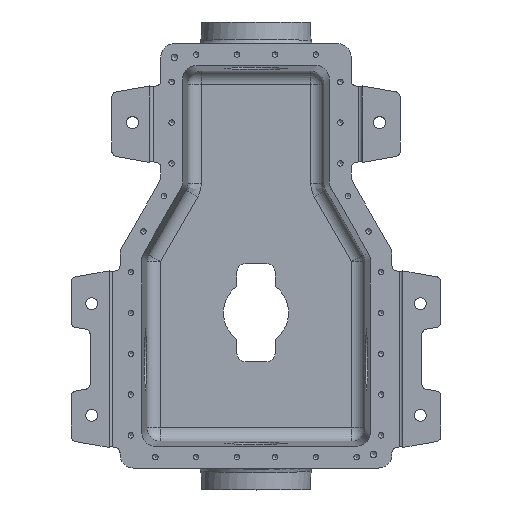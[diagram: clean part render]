
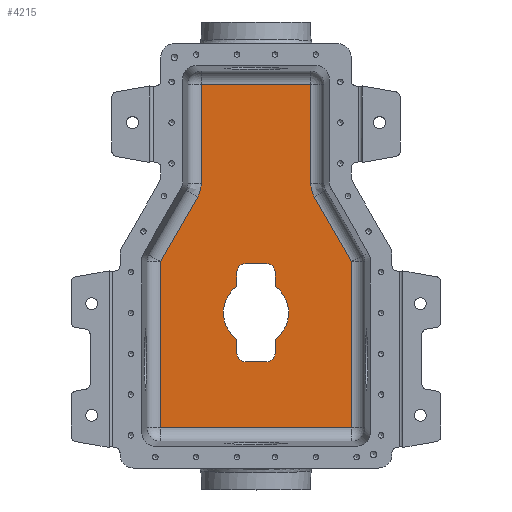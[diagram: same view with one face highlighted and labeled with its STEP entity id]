
A CAD part, top view. The second image highlights one B-rep face of the part: STEP entity #4215.
In plain terms, the highlighted planar face has unit normal (0, 0, 1).
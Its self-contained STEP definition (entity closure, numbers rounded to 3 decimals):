
#4022=CARTESIAN_POINT('',(-175.706,74.294,-290.0));
#4023=VERTEX_POINT('no 12438',#4022);
#4024=CARTESIAN_POINT('',(175.706,74.294,-290.0));
#4025=VERTEX_POINT('no 12441',#4024);
#4026=CARTESIAN_POINT('',(199.849,74.294,-290.0));
#4027=DIRECTION('',(1.0,-0.0,0.0));
#4028=VECTOR('',#4027,1.0);
#4029=LINE('',#4026,#4028);
#4030=EDGE_CURVE('no 6114',#4023,#4025,#4029,.T.);
#4031=ORIENTED_EDGE('',*,*,#4030,.T.);
#4032=CARTESIAN_POINT('',(175.706,380.106,-290.0));
#4033=VERTEX_POINT('no 12473',#4032);
#4034=CARTESIAN_POINT('',(175.706,386.571,-290.0));
#4035=DIRECTION('',(0.0,1.0,0.0));
#4036=VECTOR('',#4035,1.0);
#4037=LINE('',#4034,#4036);
#4038=EDGE_CURVE('no 6192',#4025,#4033,#4037,.T.);
#4039=ORIENTED_EDGE('',*,*,#4038,.T.);
#4040=CARTESIAN_POINT('',(107.393,498.516,-290.0));
#4041=VERTEX_POINT('no 12469',#4040);
#4042=CARTESIAN_POINT('',(103.937,504.506,-290.0));
#4043=DIRECTION('',(-0.5,0.866,0.0));
#4044=VECTOR('',#4043,1.0);
#4045=LINE('',#4042,#4044);
#4046=EDGE_CURVE('no 6156',#4033,#4041,#4045,.T.);
#4047=ORIENTED_EDGE('',*,*,#4046,.T.);
#4048=CARTESIAN_POINT('',(100.706,523.487,-290.0));
#4049=VERTEX_POINT('no 12465',#4048);
#4050=CARTESIAN_POINT('',(150.737,523.503,-290.0));
#4051=DIRECTION('',(-0.0,-0.0,-1.0));
#4052=DIRECTION('',(-0.966,-0.259,0.0));
#4053=AXIS2_PLACEMENT_3D('',#4050,#4051,#4052);
#4054=ELLIPSE('',#4053,50.033,50.0);
#4055=EDGE_CURVE('no 6133',#4041,#4049,#4054,.T.);
#4056=ORIENTED_EDGE('',*,*,#4055,.T.);
#4057=CARTESIAN_POINT('',(100.706,705.706,-290.0));
#4058=VERTEX_POINT('no 12461',#4057);
#4059=CARTESIAN_POINT('',(100.706,729.849,-290.0));
#4060=DIRECTION('',(0.0,1.0,0.0));
#4061=VECTOR('',#4060,1.0);
#4062=LINE('',#4059,#4061);
#4063=EDGE_CURVE('no 6116',#4049,#4058,#4062,.T.);
#4064=ORIENTED_EDGE('',*,*,#4063,.T.);
#4065=CARTESIAN_POINT('',(-100.706,705.706,-290.0));
#4066=VERTEX_POINT('no 12457',#4065);
#4067=CARTESIAN_POINT('',(-124.849,705.706,-290.0));
#4068=DIRECTION('',(-1.0,-0.0,0.0));
#4069=VECTOR('',#4068,1.0);
#4070=LINE('',#4067,#4069);
#4071=EDGE_CURVE('no 6229',#4058,#4066,#4070,.T.);
#4072=ORIENTED_EDGE('',*,*,#4071,.T.);
#4073=CARTESIAN_POINT('',(-100.706,523.487,-290.0));
#4074=VERTEX_POINT('no 12453',#4073);
#4075=CARTESIAN_POINT('',(-100.706,516.571,-290.0));
#4076=DIRECTION('',(0.0,1.0,0.0));
#4077=VECTOR('',#4076,1.0);
#4078=LINE('',#4075,#4077);
#4079=EDGE_CURVE('no 6150',#4074,#4066,#4078,.T.);
#4080=ORIENTED_EDGE('',*,*,#4079,.F.);
#4081=CARTESIAN_POINT('',(-107.393,498.516,-290.0));
#4082=VERTEX_POINT('no 12449',#4081);
#4083=CARTESIAN_POINT('',(-150.737,523.503,-290.0));
#4084=DIRECTION('',(0.0,0.0,1.0));
#4085=DIRECTION('',(0.966,-0.259,0.0));
#4086=AXIS2_PLACEMENT_3D('',#4083,#4084,#4085);
#4087=ELLIPSE('',#4086,50.033,50.0);
#4088=EDGE_CURVE('no 6190',#4082,#4074,#4087,.T.);
#4089=ORIENTED_EDGE('',*,*,#4088,.F.);
#4090=CARTESIAN_POINT('',(-175.706,380.106,-290.0));
#4091=VERTEX_POINT('no 12445',#4090);
#4092=CARTESIAN_POINT('',(-178.937,374.506,-290.0));
#4093=DIRECTION('',(-0.5,-0.866,0.0));
#4094=VECTOR('',#4093,1.0);
#4095=LINE('',#4092,#4094);
#4096=EDGE_CURVE('no 6172',#4082,#4091,#4095,.T.);
#4097=ORIENTED_EDGE('',*,*,#4096,.T.);
#4098=CARTESIAN_POINT('',(-175.706,50.151,-290.0));
#4099=DIRECTION('',(0.0,-1.0,0.0));
#4100=VECTOR('',#4099,1.0);
#4101=LINE('',#4098,#4100);
#4102=EDGE_CURVE('no 6154',#4091,#4023,#4101,.T.);
#4103=ORIENTED_EDGE('',*,*,#4102,.T.);
#4104=EDGE_LOOP('no 12439',(#4031,#4039,#4047,#4056,#4064,#4072,#4080,#4089,#4097,#4103));
#4105=FACE_OUTER_BOUND('',#4104,.T.);
#4106=CARTESIAN_POINT('',(-35.0,334.734,-290.0));
#4107=VERTEX_POINT('no 11844',#4106);
#4108=CARTESIAN_POINT('',(-35.0,237.266,-290.0));
#4109=VERTEX_POINT('no 11843',#4108);
#4110=CARTESIAN_POINT('',(0.0,286.0,-290.0));
#4111=DIRECTION('',(0.0,0.0,1.0));
#4112=DIRECTION('',(1.0,0.0,-0.0));
#4113=AXIS2_PLACEMENT_3D('',#4110,#4111,#4112);
#4114=CIRCLE('',#4113,60.0);
#4115=EDGE_CURVE('no 6097',#4107,#4109,#4114,.T.);
#4116=ORIENTED_EDGE('',*,*,#4115,.F.);
#4117=CARTESIAN_POINT('',(-35.0,361.0,-290.0));
#4118=VERTEX_POINT('no 11647',#4117);
#4119=CARTESIAN_POINT('',(-35.0,334.734,-290.0));
#4120=DIRECTION('',(0.0,-1.0,0.0));
#4121=VECTOR('',#4120,1.0);
#4122=LINE('',#4119,#4121);
#4123=EDGE_CURVE('no 6084',#4118,#4107,#4122,.T.);
#4124=ORIENTED_EDGE('',*,*,#4123,.F.);
#4125=CARTESIAN_POINT('',(-20.0,376.0,-290.0));
#4126=VERTEX_POINT('no 11846',#4125);
#4127=CARTESIAN_POINT('',(-20.0,361.0,-290.0));
#4128=DIRECTION('',(0.0,0.0,1.0));
#4129=DIRECTION('',(1.0,0.0,-0.0));
#4130=AXIS2_PLACEMENT_3D('',#4127,#4128,#4129);
#4131=CIRCLE('',#4130,15.0);
#4132=EDGE_CURVE('no 6075',#4126,#4118,#4131,.T.);
#4133=ORIENTED_EDGE('',*,*,#4132,.F.);
#4134=CARTESIAN_POINT('',(20.0,376.0,-290.0));
#4135=VERTEX_POINT('no 11847',#4134);
#4136=CARTESIAN_POINT('',(-20.0,376.0,-290.0));
#4137=DIRECTION('',(-1.0,0.0,0.0));
#4138=VECTOR('',#4137,1.0);
#4139=LINE('',#4136,#4138);
#4140=EDGE_CURVE('no 6101',#4135,#4126,#4139,.T.);
#4141=ORIENTED_EDGE('',*,*,#4140,.F.);
#4142=CARTESIAN_POINT('',(35.0,361.0,-290.0));
#4143=VERTEX_POINT('no 11848',#4142);
#4144=CARTESIAN_POINT('',(20.0,361.0,-290.0));
#4145=DIRECTION('',(0.0,0.0,1.0));
#4146=DIRECTION('',(1.0,0.0,-0.0));
#4147=AXIS2_PLACEMENT_3D('',#4144,#4145,#4146);
#4148=CIRCLE('',#4147,15.0);
#4149=EDGE_CURVE('no 6094',#4143,#4135,#4148,.T.);
#4150=ORIENTED_EDGE('',*,*,#4149,.F.);
#4151=CARTESIAN_POINT('',(35.0,334.734,-290.0));
#4152=VERTEX_POINT('no 11849',#4151);
#4153=CARTESIAN_POINT('',(35.0,361.0,-290.0));
#4154=DIRECTION('',(0.0,1.0,0.0));
#4155=VECTOR('',#4154,1.0);
#4156=LINE('',#4153,#4155);
#4157=EDGE_CURVE('no 6081',#4152,#4143,#4156,.T.);
#4158=ORIENTED_EDGE('',*,*,#4157,.F.);
#4159=CARTESIAN_POINT('',(35.0,237.266,-290.0));
#4160=VERTEX_POINT('no 11850',#4159);
#4161=CARTESIAN_POINT('',(-0.0,286.0,-290.0));
#4162=DIRECTION('',(0.0,0.0,1.0));
#4163=DIRECTION('',(1.0,0.0,-0.0));
#4164=AXIS2_PLACEMENT_3D('',#4161,#4162,#4163);
#4165=CIRCLE('',#4164,60.0);
#4166=EDGE_CURVE('no 6089',#4160,#4152,#4165,.T.);
#4167=ORIENTED_EDGE('',*,*,#4166,.F.);
#4168=CARTESIAN_POINT('',(35.0,211.0,-290.0));
#4169=VERTEX_POINT('no 11851',#4168);
#4170=CARTESIAN_POINT('',(35.0,237.266,-290.0));
#4171=DIRECTION('',(0.0,1.0,0.0));
#4172=VECTOR('',#4171,1.0);
#4173=LINE('',#4170,#4172);
#4174=EDGE_CURVE('no 6098',#4169,#4160,#4173,.T.);
#4175=ORIENTED_EDGE('',*,*,#4174,.F.);
#4176=CARTESIAN_POINT('',(20.0,196.0,-290.0));
#4177=VERTEX_POINT('no 11852',#4176);
#4178=CARTESIAN_POINT('',(20.0,211.0,-290.0));
#4179=DIRECTION('',(0.0,0.0,1.0));
#4180=DIRECTION('',(1.0,0.0,-0.0));
#4181=AXIS2_PLACEMENT_3D('',#4178,#4179,#4180);
#4182=CIRCLE('',#4181,15.0);
#4183=EDGE_CURVE('no 6085',#4177,#4169,#4182,.T.);
#4184=ORIENTED_EDGE('',*,*,#4183,.F.);
#4185=CARTESIAN_POINT('',(-20.0,196.0,-290.0));
#4186=VERTEX_POINT('no 11854',#4185);
#4187=CARTESIAN_POINT('',(20.0,196.0,-290.0));
#4188=DIRECTION('',(1.0,-0.0,0.0));
#4189=VECTOR('',#4188,1.0);
#4190=LINE('',#4187,#4189);
#4191=EDGE_CURVE('no 6076',#4186,#4177,#4190,.T.);
#4192=ORIENTED_EDGE('',*,*,#4191,.F.);
#4193=CARTESIAN_POINT('',(-35.0,211.0,-290.0));
#4194=VERTEX_POINT('no 11853',#4193);
#4195=CARTESIAN_POINT('',(-20.0,211.0,-290.0));
#4196=DIRECTION('',(0.0,0.0,1.0));
#4197=DIRECTION('',(1.0,0.0,-0.0));
#4198=AXIS2_PLACEMENT_3D('',#4195,#4196,#4197);
#4199=CIRCLE('',#4198,15.0);
#4200=EDGE_CURVE('no 6080',#4194,#4186,#4199,.T.);
#4201=ORIENTED_EDGE('',*,*,#4200,.F.);
#4202=CARTESIAN_POINT('',(-35.0,211.0,-290.0));
#4203=DIRECTION('',(-0.0,-1.0,0.0));
#4204=VECTOR('',#4203,1.0);
#4205=LINE('',#4202,#4204);
#4206=EDGE_CURVE('no 6106',#4109,#4194,#4205,.T.);
#4207=ORIENTED_EDGE('',*,*,#4206,.F.);
#4208=EDGE_LOOP('no 11668',(
    #4116,#4124,#4133,#4141,#4150,#4158,#4167,#4175,#4184,#4192,
    #4201,#4207));
#4209=FACE_BOUND('',#4208,.T.);
#4210=CARTESIAN_POINT('',(0.0,0.0,-290.0));
#4211=DIRECTION('',(0.0,0.0,1.0));
#4212=DIRECTION('',(1.0,0.0,-0.0));
#4213=AXIS2_PLACEMENT_3D('',#4210,#4211,#4212);
#4214=PLANE('',#4213);
#4215=ADVANCED_FACE('no 4857',(#4105,#4209),#4214,.T.);
